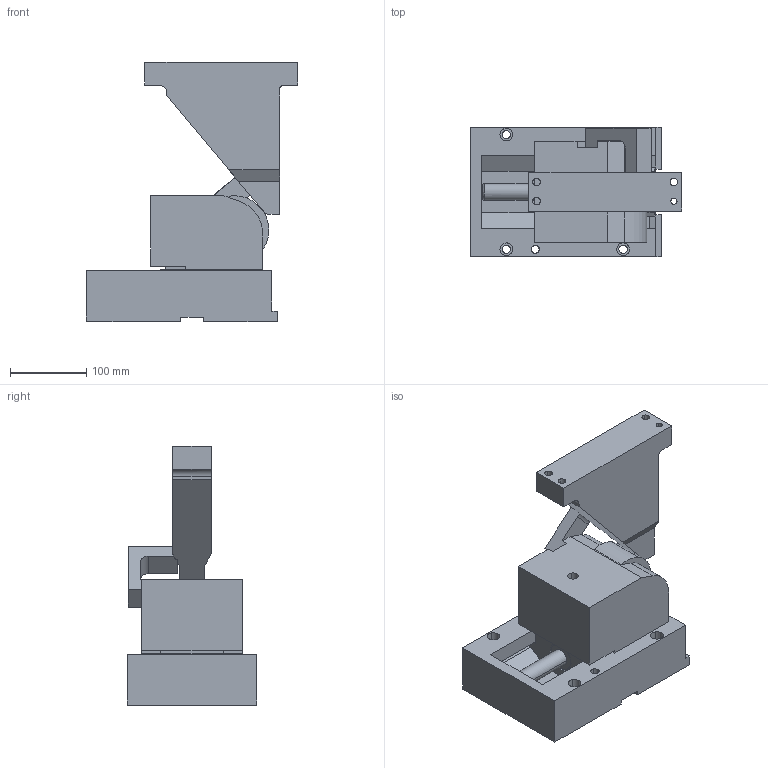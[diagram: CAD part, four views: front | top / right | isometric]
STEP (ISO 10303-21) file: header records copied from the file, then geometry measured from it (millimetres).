
FILE_DESCRIPTION(('CATIA V5 STEP Exchange'),'2;1');
FILE_NAME('CRCS_15000_80_1_ACCESSORIES.stp','2015-05-04T15:23:42+00:00',('none'),('none'),'CATIA Version 5 Release 20 GA (IN-10)','CATIA V5 STEP AP203','none');
FILE_SCHEMA(('CONFIG_CONTROL_DESIGN'));
Length unit declared in the file: millimetre
Products named in the file (1): CRCS_15000_80_1_ACCESSORIES
Assembly tree (3 placements, depth 2):
  CRCS_15000_80_1_ACCESSORIES
    #58
    #1166
    #10550
Bounding box: 276.62 x 170 x 340 mm (x, y, z)
Volume: 4951093.3 mm3; surface area: 466995.4 mm2
Topology: 5 solids, 57 shells, 326 faces, 1015 edges, 772 vertices
Faces by surface type: plane 174, cylinder 118, cone 18, bspline 10, revolution 6
Entity records: 11107 total; most frequent: CARTESIAN_POINT 3281, ORIENTED_EDGE 1672, DIRECTION 1076, EDGE_CURVE 999, VERTEX_POINT 772, VECTOR 457, LINE 457, AXIS2_PLACEMENT_3D 410
